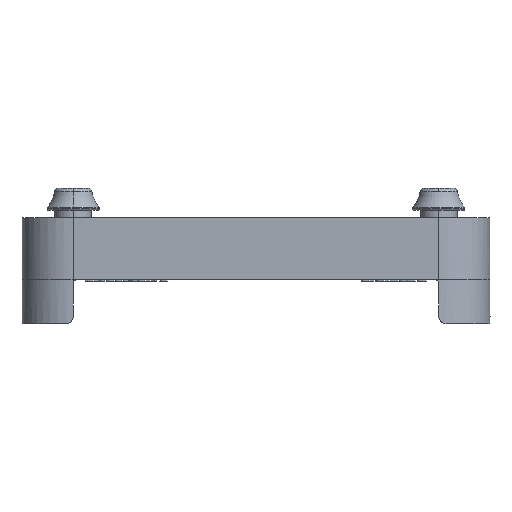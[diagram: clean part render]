
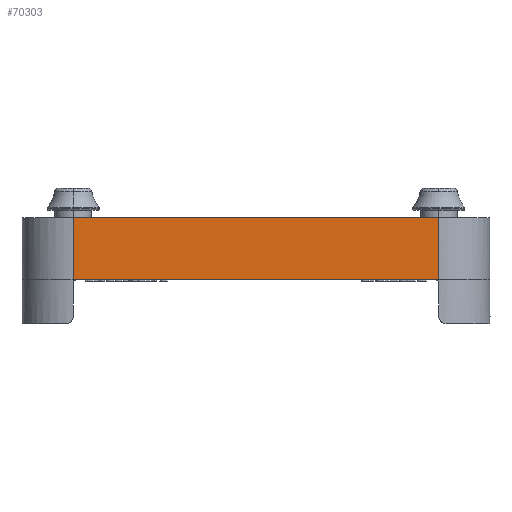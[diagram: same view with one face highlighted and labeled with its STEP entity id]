
A CAD part, left-side view. The second image highlights one B-rep face of the part: STEP entity #70303.
In plain terms, the highlighted planar face has unit normal (-1, 0, 0).
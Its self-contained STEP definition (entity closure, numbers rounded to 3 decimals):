
#1242=CARTESIAN_POINT('',(-32.0,24.963,-2.0));
#1243=VERTEX_POINT('',#1242);
#4591=CARTESIAN_POINT('',(-32.,-24.963,-2.0));
#4592=VERTEX_POINT('',#4591);
#4600=CARTESIAN_POINT('',(-32.0,24.963,-2.0));
#4601=DIRECTION('',(0.0,-1.0,0.0));
#4602=VECTOR('',#4601,49.925);
#4603=LINE('',#4600,#4602);
#4604=EDGE_CURVE('',#1243,#4592,#4603,.T.);
#69041=CARTESIAN_POINT('',(-32.,-25.0,-2.0));
#69042=VERTEX_POINT('',#69041);
#69052=CARTESIAN_POINT('',(-32.,-24.963,-2.0));
#69053=DIRECTION('',(0.0,-1.0,0.0));
#69054=VECTOR('',#69053,0.037);
#69055=LINE('',#69052,#69054);
#69056=EDGE_CURVE('',#4592,#69042,#69055,.T.);
#69319=CARTESIAN_POINT('',(-32.0,25.0,-2.0));
#69320=VERTEX_POINT('',#69319);
#69336=CARTESIAN_POINT('',(-32.0,25.0,-2.0));
#69337=DIRECTION('',(0.0,-1.0,0.0));
#69338=VECTOR('',#69337,0.037);
#69339=LINE('',#69336,#69338);
#69340=EDGE_CURVE('',#69320,#1243,#69339,.T.);
#70271=CARTESIAN_POINT('',(-32.,-25.0,-2.0));
#70272=DIRECTION('',(-1.0,0.0,0.0));
#70273=DIRECTION('',(0.0,0.0,1.0));
#70274=AXIS2_PLACEMENT_3D('',#70271,#70272,#70273);
#70275=PLANE('',#70274);
#70276=CARTESIAN_POINT('',(-32.,-25.0,6.5));
#70277=VERTEX_POINT('',#70276);
#70278=CARTESIAN_POINT('',(-32.,-25.0,-2.0));
#70279=DIRECTION('',(0.0,0.0,1.0));
#70280=VECTOR('',#70279,8.5);
#70281=LINE('',#70278,#70280);
#70282=EDGE_CURVE('',#69042,#70277,#70281,.T.);
#70283=ORIENTED_EDGE('',*,*,#70282,.T.);
#70284=CARTESIAN_POINT('',(-32.0,25.0,6.5));
#70285=VERTEX_POINT('',#70284);
#70286=CARTESIAN_POINT('',(-32.,-25.0,6.5));
#70287=DIRECTION('',(0.0,1.0,0.0));
#70288=VECTOR('',#70287,50.0);
#70289=LINE('',#70286,#70288);
#70290=EDGE_CURVE('',#70277,#70285,#70289,.T.);
#70291=ORIENTED_EDGE('',*,*,#70290,.T.);
#70292=CARTESIAN_POINT('',(-32.0,25.0,-2.0));
#70293=DIRECTION('',(0.0,0.0,1.0));
#70294=VECTOR('',#70293,8.5);
#70295=LINE('',#70292,#70294);
#70296=EDGE_CURVE('',#69320,#70285,#70295,.T.);
#70297=ORIENTED_EDGE('',*,*,#70296,.F.);
#70298=ORIENTED_EDGE('',*,*,#69340,.T.);
#70299=ORIENTED_EDGE('',*,*,#4604,.T.);
#70300=ORIENTED_EDGE('',*,*,#69056,.T.);
#70301=EDGE_LOOP('',(#70283,#70291,#70297,#70298,#70299,#70300));
#70302=FACE_OUTER_BOUND('',#70301,.T.);
#70303=ADVANCED_FACE('',(#70302),#70275,.T.);
